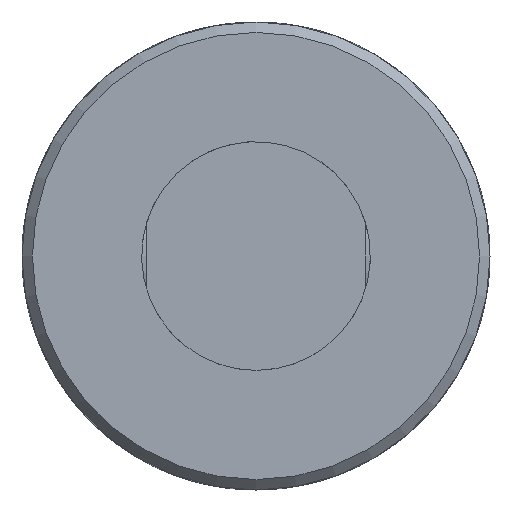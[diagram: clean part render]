
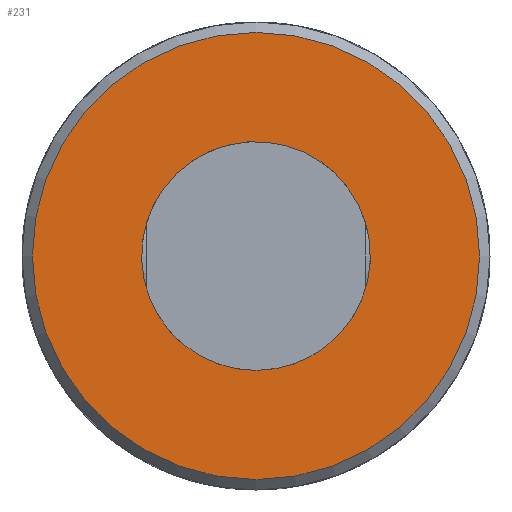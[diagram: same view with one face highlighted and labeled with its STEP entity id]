
A CAD part, left-side view. The second image highlights one B-rep face of the part: STEP entity #231.
In plain terms, the highlighted planar face has unit normal (-1, 0, 0).
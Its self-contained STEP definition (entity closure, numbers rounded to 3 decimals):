
#231 = ADVANCED_FACE( '', ( #472, #473 ), #474, .F. );
#472 = FACE_OUTER_BOUND( '', #758, .T. );
#473 = FACE_BOUND( '', #759, .T. );
#474 = PLANE( '', #760 );
#758 = EDGE_LOOP( '', ( #1160 ) );
#759 = EDGE_LOOP( '', ( #1161 ) );
#760 = AXIS2_PLACEMENT_3D( '', #1162, #1163, #1164 );
#1160 = ORIENTED_EDGE( '', *, *, #1634, .F. );
#1161 = ORIENTED_EDGE( '', *, *, #1642, .T. );
#1162 = CARTESIAN_POINT( '', ( 0., 0., 0. ) );
#1163 = DIRECTION( '', ( 1., 0., 0. ) );
#1164 = DIRECTION( '', ( 0., 0., -1. ) );
#1634 = EDGE_CURVE( '', #1925, #1925, #1926, .T. );
#1642 = EDGE_CURVE( '', #1936, #1936, #1937, .T. );
#1925 = VERTEX_POINT( '', #3198 );
#1926 = CIRCLE( '', #3199, 21.5 );
#1936 = VERTEX_POINT( '', #3212 );
#1937 = CIRCLE( '', #3213, 11. );
#3198 = CARTESIAN_POINT( '', ( 0., 0., -21.5 ) );
#3199 = AXIS2_PLACEMENT_3D( '', #3638, #3639, #3640 );
#3212 = CARTESIAN_POINT( '', ( 0., 0., -11. ) );
#3213 = AXIS2_PLACEMENT_3D( '', #3647, #3648, #3649 );
#3638 = CARTESIAN_POINT( '', ( 0., 0., 0. ) );
#3639 = DIRECTION( '', ( 1., 0., 0. ) );
#3640 = DIRECTION( '', ( 0., 0., -1. ) );
#3647 = CARTESIAN_POINT( '', ( 0., 0., 0. ) );
#3648 = DIRECTION( '', ( 1., 0., 0. ) );
#3649 = DIRECTION( '', ( 0., 0., -1. ) );
